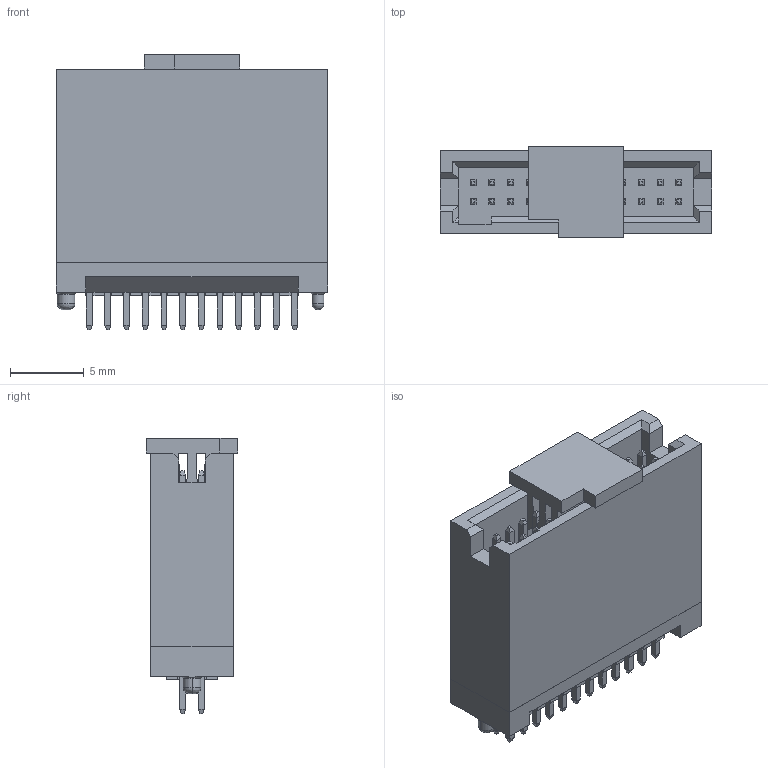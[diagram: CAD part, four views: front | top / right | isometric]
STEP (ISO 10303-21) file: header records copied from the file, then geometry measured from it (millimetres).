
FILE_DESCRIPTION( ('This file contains a STEP AP42 implementation' ,'as created by ZW3D STEP Interface translator.') ,'2;1' );
FILE_NAME( '3100-XXSXXB154P1.stp' ,'231115.155758', (''), ('ZWCAD Software Co.'), 'Version 1.0', 'ZW3D to STEP translator', '' );
FILE_SCHEMA(('AUTOMOTIVE_DESIGN { 1 0 10303 214 1 1 1 1 }'));
Length unit declared in the file: millimetre
Products named in the file (4): 0; 3100-24SG0B154P1; 3100-10MG0B089T1_13_24; CAP3131-G201_1_13_24
Assembly tree (2 placements, depth 2):
  0
  3100-24SG0B154P1
    3100-10MG0B089T1_13_24
    CAP3131-G201_1_13_24
Bounding box: 18.44 x 6.2 x 18.7 mm (x, y, z)
Volume: 955.7 mm3; surface area: 2540.2 mm2
Topology: 2 solids, 2 shells, 1142 faces, 3203 edges, 1992 vertices
Faces by surface type: plane 1119, cylinder 13, cone 6, bspline 2, sphere 2
Entity records: 37143 total; most frequent: CARTESIAN_POINT 6434, ORIENTED_EDGE 6430, DIRECTION 5547, EDGE_CURVE 3215, VECTOR 3173, LINE 3173, VERTEX_POINT 2006, EDGE_LOOP 1217
